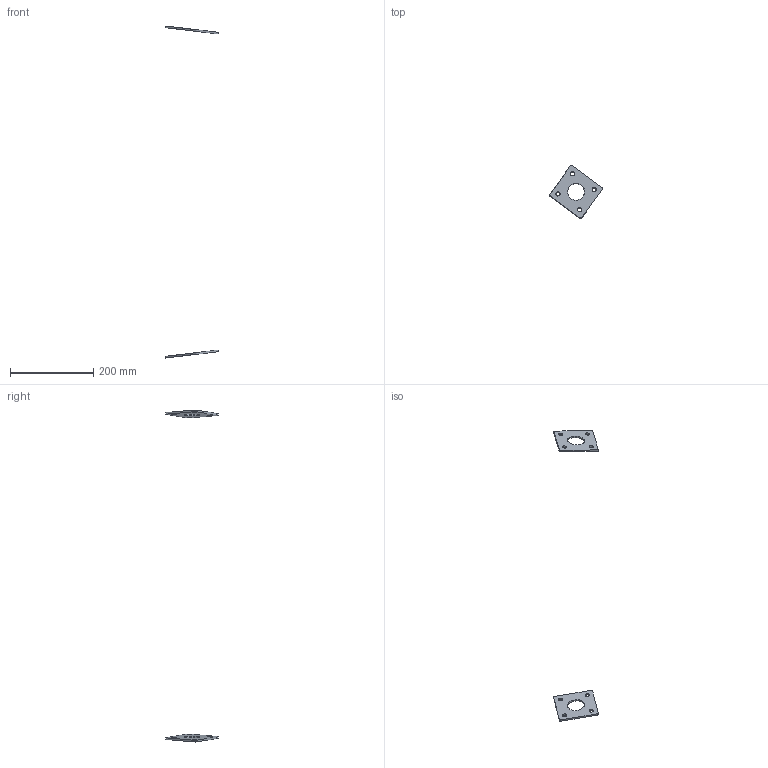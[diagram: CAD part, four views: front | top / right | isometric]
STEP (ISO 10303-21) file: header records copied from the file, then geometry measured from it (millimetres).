
FILE_DESCRIPTION(/* description */ (''),/* implementation_level */ '2;1');
FILE_NAME(/* name */ 'PTT01S009002A_INT_DUOMO_POST_17_ASM.stp',/* time_stamp */ '2016-06-02T11:09:45+02:00',/* author */ (''),/* organization */ (''),/* preprocessor_version */ 'ST-DEVELOPER v16.5',/* originating_system */ 'Autodesk Translation Framework v5.0.0.3310',/* authorisation */ '');
FILE_SCHEMA (('AUTOMOTIVE_DESIGN { 1 0 10303 214 3 1 1 }'));
Length unit declared in the file: centimetre
Products named in the file (3): PTT01S009002A_INT_DUOMO_POST_17_ASM; MANIFOLD_SOLID_BREP_906; MANIFOLD_SOLID_BREP_1567
Assembly tree (2 placements, depth 2):
  PTT01S009002A_INT_DUOMO_POST_17_ASM
    MANIFOLD_SOLID_BREP_906
    MANIFOLD_SOLID_BREP_1567
Bounding box: 126.74 x 126.11 x 795.57 mm (x, y, z)
Volume: 55191.9 mm3; surface area: 32556.7 mm2
Topology: 2 solids, 2 shells, 30 faces, 78 edges, 52 vertices
Faces by surface type: cylinder 18, plane 12
Full cylindrical faces by diameter (mm): 10.2 x8, 40.6 x2
Entity records: 991 total; most frequent: DIRECTION 174, CARTESIAN_POINT 155, ORIENTED_EDGE 136, AXIS2_PLACEMENT_3D 71, EDGE_CURVE 68, EDGE_LOOP 60, VERTEX_POINT 52, CIRCLE 36
